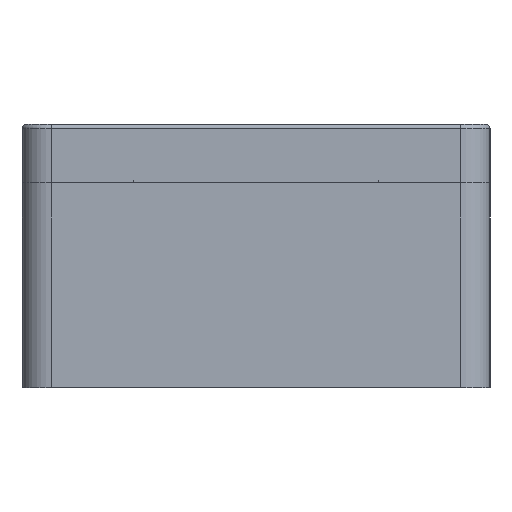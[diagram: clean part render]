
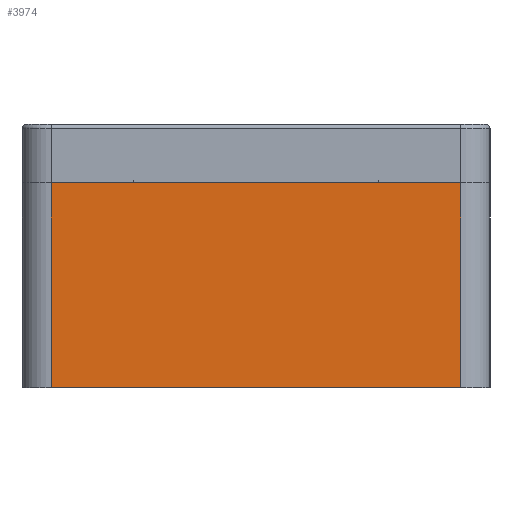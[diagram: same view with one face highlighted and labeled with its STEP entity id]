
A CAD part, left-side view. The second image highlights one B-rep face of the part: STEP entity #3974.
In plain terms, the highlighted planar face has unit normal (-1, 0, 0).
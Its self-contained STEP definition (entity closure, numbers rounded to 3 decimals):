
#261=DIRECTION('',(0.,1.,0.));
#262=VECTOR('',#261,140.);
#263=CARTESIAN_POINT('',(-280.,-70.,0.));
#264=LINE('',#263,#262);
#705=DIRECTION('',(0.,0.,1.));
#706=VECTOR('',#705,70.);
#707=CARTESIAN_POINT('',(-280.,70.,-70.));
#708=LINE('',#707,#706);
#712=DIRECTION('',(0.,0.,1.));
#713=VECTOR('',#712,70.);
#714=CARTESIAN_POINT('',(-280.,-70.,-70.));
#715=LINE('',#714,#713);
#762=DIRECTION('',(0.,1.,0.));
#763=VECTOR('',#762,140.);
#764=CARTESIAN_POINT('',(-280.,-70.,-70.));
#765=LINE('',#764,#763);
#3248=CARTESIAN_POINT('',(-280.,-70.,0.));
#3249=CARTESIAN_POINT('',(-280.,70.,0.));
#3250=VERTEX_POINT('',#3248);
#3251=VERTEX_POINT('',#3249);
#3264=CARTESIAN_POINT('',(-280.,-70.,-70.));
#3265=CARTESIAN_POINT('',(-280.,70.,-70.));
#3266=VERTEX_POINT('',#3264);
#3267=VERTEX_POINT('',#3265);
#3961=CARTESIAN_POINT('',(-280.,70.,0.));
#3962=DIRECTION('',(-1.,0.,0.));
#3963=DIRECTION('',(0.,-1.,0.));
#3964=AXIS2_PLACEMENT_3D('',#3961,#3962,#3963);
#3965=PLANE('',#3964);
#3966=ORIENTED_EDGE('',*,*,#3807,.F.);
#3968=ORIENTED_EDGE('',*,*,#3967,.F.);
#3970=ORIENTED_EDGE('',*,*,#3969,.T.);
#3971=ORIENTED_EDGE('',*,*,#3952,.T.);
#3972=EDGE_LOOP('',(#3966,#3968,#3970,#3971));
#3973=FACE_OUTER_BOUND('',#3972,.F.);
#3974=ADVANCED_FACE('',(#3973),#3965,.T.);
#3807=EDGE_CURVE('',#3250,#3251,#264,.T.);
#3952=EDGE_CURVE('',#3267,#3251,#708,.T.);
#3967=EDGE_CURVE('',#3266,#3250,#715,.T.);
#3969=EDGE_CURVE('',#3266,#3267,#765,.T.);
